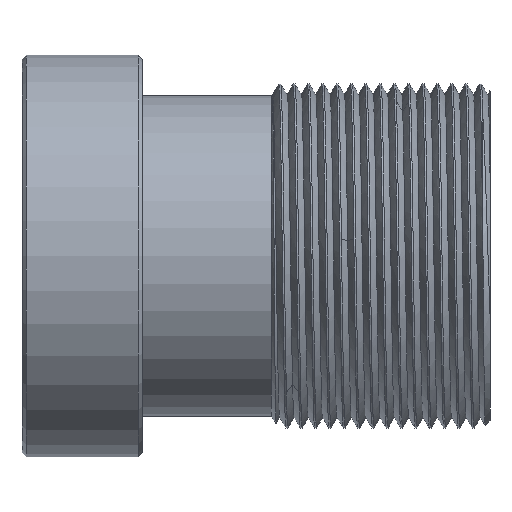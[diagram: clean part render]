
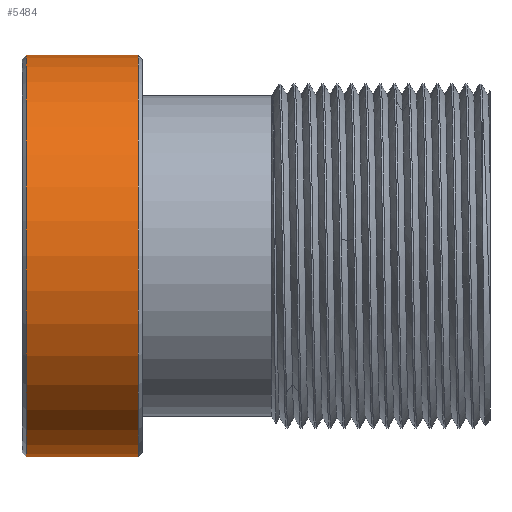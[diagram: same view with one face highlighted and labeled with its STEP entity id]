
A CAD part, top view. The second image highlights one B-rep face of the part: STEP entity #5484.
In plain terms, the highlighted cylindrical face has radius 7 mm (diameter 14 mm), a partial arc.
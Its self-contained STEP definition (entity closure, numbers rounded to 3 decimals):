
#2460=DIRECTION('',(-1.,0.,0.));
#2461=VECTOR('',#2460,3.9);
#2462=CARTESIAN_POINT('',(-12.27,7.,0.));
#2463=LINE('',#2462,#2461);
#2464=CARTESIAN_POINT('',(-12.27,0.,0.));
#2465=DIRECTION('',(1.,0.,0.));
#2466=DIRECTION('',(0.,1.,0.));
#2467=AXIS2_PLACEMENT_3D('',#2464,#2465,#2466);
#2469=DIRECTION('',(-1.,0.,0.));
#2470=VECTOR('',#2469,3.9);
#2471=CARTESIAN_POINT('',(-12.27,-7.,0.));
#2472=LINE('',#2471,#2470);
#2487=CARTESIAN_POINT('',(-16.17,0.,0.));
#2488=DIRECTION('',(1.,0.,0.));
#2489=DIRECTION('',(0.,1.,0.));
#2490=AXIS2_PLACEMENT_3D('',#2487,#2488,#2489);
#2553=CARTESIAN_POINT('',(-12.27,7.,0.));
#2555=VERTEX_POINT('',#2553);
#2556=CARTESIAN_POINT('',(-16.17,7.,0.));
#2557=VERTEX_POINT('',#2556);
#2575=CARTESIAN_POINT('',(-12.27,-7.,0.));
#2577=VERTEX_POINT('',#2575);
#2578=CARTESIAN_POINT('',(-16.17,-7.,0.));
#2579=VERTEX_POINT('',#2578);
#5470=CARTESIAN_POINT('',(0.816,0.,0.));
#5471=DIRECTION('',(-1.,0.,0.));
#5472=DIRECTION('',(0.,1.,0.));
#5473=AXIS2_PLACEMENT_3D('',#5470,#5471,#5472);
#5474=CYLINDRICAL_SURFACE('',#5473,7.);
#5476=ORIENTED_EDGE('',*,*,#5475,.F.);
#5477=ORIENTED_EDGE('',*,*,#5465,.T.);
#5479=ORIENTED_EDGE('',*,*,#5478,.T.);
#5481=ORIENTED_EDGE('',*,*,#5480,.F.);
#5482=EDGE_LOOP('',(#5476,#5477,#5479,#5481));
#5483=FACE_OUTER_BOUND('',#5482,.F.);
#5484=ADVANCED_FACE('',(#5483),#5474,.T.);
#2468=CIRCLE('',#2467,7.);
#2491=CIRCLE('',#2490,7.);
#5465=EDGE_CURVE('',#2555,#2577,#2468,.T.);
#5475=EDGE_CURVE('',#2555,#2557,#2463,.T.);
#5478=EDGE_CURVE('',#2577,#2579,#2472,.T.);
#5480=EDGE_CURVE('',#2557,#2579,#2491,.T.);
